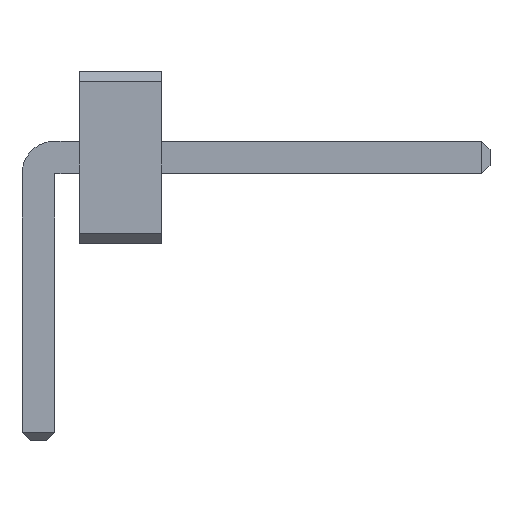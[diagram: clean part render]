
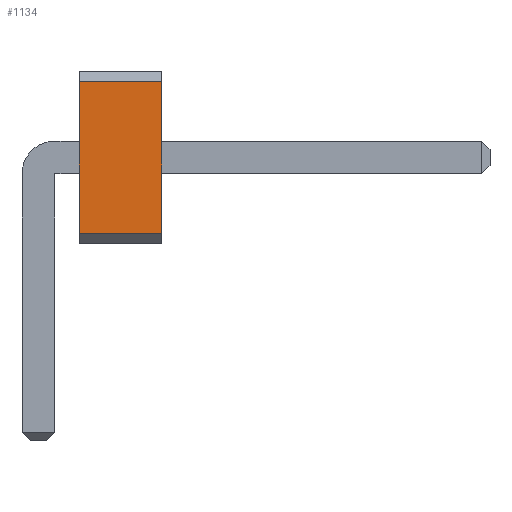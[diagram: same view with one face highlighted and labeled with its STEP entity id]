
A CAD part, front view. The second image highlights one B-rep face of the part: STEP entity #1134.
In plain terms, the highlighted planar face has unit normal (0, -1, 0).
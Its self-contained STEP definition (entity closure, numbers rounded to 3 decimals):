
#214 = VERTEX_POINT('',#215);
#215 = CARTESIAN_POINT('',(0.5,-4.445,1.973));
#221 = EDGE_CURVE('',#222,#214,#224,.T.);
#222 = VERTEX_POINT('',#223);
#223 = CARTESIAN_POINT('',(0.5,-4.445,0.127));
#224 = LINE('',#225,#226);
#225 = CARTESIAN_POINT('',(0.5,-4.445,0.127));
#226 = VECTOR('',#227,1.);
#227 = DIRECTION('',(0.,0.,1.));
#543 = VERTEX_POINT('',#544);
#544 = CARTESIAN_POINT('',(1.5,-4.445,1.973));
#550 = EDGE_CURVE('',#551,#543,#553,.T.);
#551 = VERTEX_POINT('',#552);
#552 = CARTESIAN_POINT('',(1.5,-4.445,0.127));
#553 = LINE('',#554,#555);
#554 = CARTESIAN_POINT('',(1.5,-4.445,0.127));
#555 = VECTOR('',#556,1.);
#556 = DIRECTION('',(0.,0.,1.));
#1106 = EDGE_CURVE('',#222,#551,#1107,.T.);
#1107 = LINE('',#1108,#1109);
#1108 = CARTESIAN_POINT('',(0.5,-4.445,0.127));
#1109 = VECTOR('',#1110,1.);
#1110 = DIRECTION('',(1.,0.,0.));
#1134 = ADVANCED_FACE('',(#1135),#1146,.T.);
#1135 = FACE_BOUND('',#1136,.T.);
#1136 = EDGE_LOOP('',(#1137,#1138,#1139,#1145));
#1137 = ORIENTED_EDGE('',*,*,#1106,.T.);
#1138 = ORIENTED_EDGE('',*,*,#550,.T.);
#1139 = ORIENTED_EDGE('',*,*,#1140,.F.);
#1140 = EDGE_CURVE('',#214,#543,#1141,.T.);
#1141 = LINE('',#1142,#1143);
#1142 = CARTESIAN_POINT('',(0.5,-4.445,1.973));
#1143 = VECTOR('',#1144,1.);
#1144 = DIRECTION('',(1.,0.,0.));
#1145 = ORIENTED_EDGE('',*,*,#221,.F.);
#1146 = PLANE('',#1147);
#1147 = AXIS2_PLACEMENT_3D('',#1148,#1149,#1150);
#1148 = CARTESIAN_POINT('',(0.5,-4.445,0.127));
#1149 = DIRECTION('',(0.,-1.,0.));
#1150 = DIRECTION('',(0.,0.,1.));
